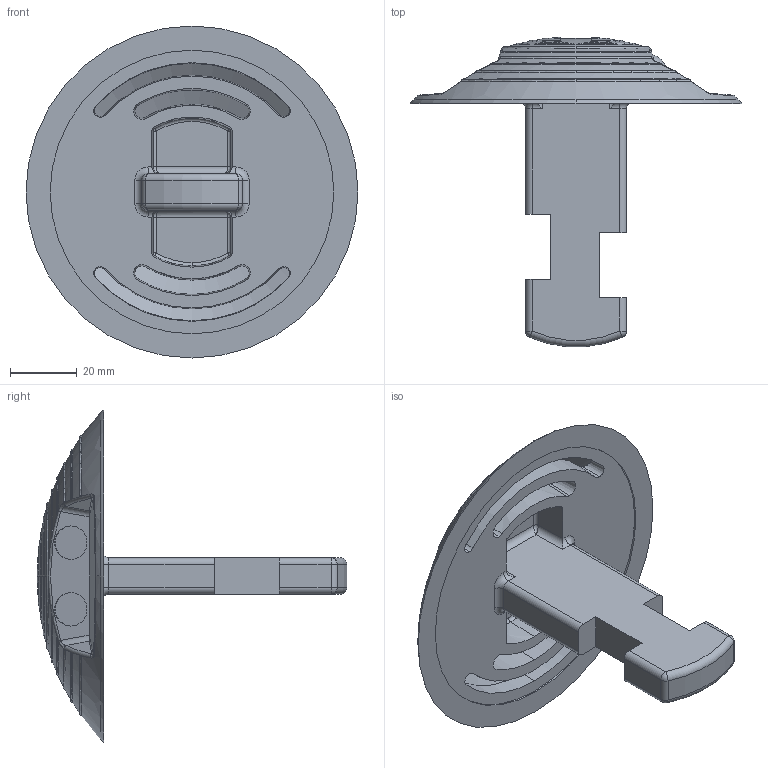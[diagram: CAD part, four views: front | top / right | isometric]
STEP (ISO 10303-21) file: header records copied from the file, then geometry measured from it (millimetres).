
FILE_DESCRIPTION (( 'STEP AP214' ), '1' );
FILE_NAME ('818825d.STEP', '2020-05-05T07:44:31', ( 'Huth' ), ( '' ), 'SwSTEP 2.0', 'SolidWorks 2018', '' );
FILE_SCHEMA (( 'AUTOMOTIVE_DESIGN' ));
Length unit declared in the file: millimetre
Products named in the file (3): 8188_Linse; 818821d; 818825d
Assembly tree (3 placements, depth 2):
  818825d
    818821d
    8188_Linse  x2
Bounding box: 99.5 x 92.74 x 99.5 mm (x, y, z)
Volume: 75245.4 mm3; surface area: 28552.8 mm2
Topology: 3 solids, 3 shells, 279 faces, 701 edges, 436 vertices
Faces by surface type: torus 66, sphere 58, plane 56, cylinder 50, cone 27, bspline 22
Entity records: 9604 total; most frequent: CARTESIAN_POINT 2995, DIRECTION 1456, ORIENTED_EDGE 1362, EDGE_CURVE 681, AXIS2_PLACEMENT_3D 660, VERTEX_POINT 429, CIRCLE 400, EDGE_LOOP 296
